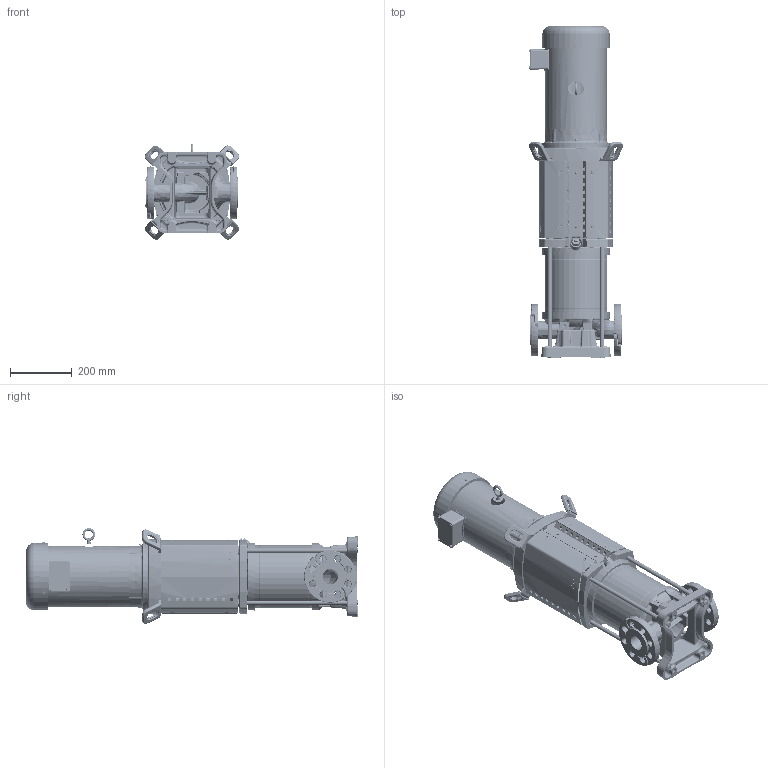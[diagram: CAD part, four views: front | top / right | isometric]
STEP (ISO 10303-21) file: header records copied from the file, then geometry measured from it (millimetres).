
FILE_DESCRIPTION(/* description */ (''),/* implementation_level */ '2;1');
FILE_NAME(/* name */ '2700865 - HELIX V110-03_2-1_A3_E_KS_N_7.5_3_Shrinkwrap_1.stp',/* time_stamp */ '2022-03-25T10:01:14-05:00',/* author */ ('faliszekte'),/* organization */ (''),/* preprocessor_version */ 'ST-DEVELOPER v18.1',/* originating_system */ 'Autodesk Inventor 2021',/* authorisation */ '');
FILE_SCHEMA (('AUTOMOTIVE_DESIGN { 1 0 10303 214 3 1 1 }'));
Length unit declared in the file: inch
Products named in the file (1): 2700865 - HELIX V110-03_2-1_A3_E_KS_N_7.5_3_Shrinkwrap_1
Bounding box: 306.25 x 1077.49 x 310.37 mm (x, y, z)
Volume: 888.3 mm3; surface area: 2083731.9 mm2
Topology: 2 solids, 76 shells, 5634 faces, 16191 edges, 10573 vertices
Faces by surface type: cylinder 1930, plane 1615, bspline 1203, torus 432, cone 328, sphere 126
Full cylindrical faces by diameter (mm): 0.833 x4, 2 x2, 4 x2, 4.918 x5, 6 x2, 8 x8, 9.652 x1, 10.25 x6, 10.516 x7, 12.548 x1, 14 x11, 14.376 x168, 16 x168, 16.662 x1, 17.5 x1, 18 x8, 18.64 x1, 20.813 x1, 31 x1, 47.6 x1, 61 x2, 88 x1, 99 x2, 110.3 x3, 114 x1, 119.6 x1, 200 x1, 203 x2, 204 x1, 215.862 x1
Entity records: 369064 total; most frequent: CARTESIAN_POINT 226292, ORIENTED_EDGE 29341, DIRECTION 26845, EDGE_CURVE 16102, VERTEX_POINT 10572, AXIS2_PLACEMENT_3D 10343, LINE 6159, VECTOR 6159
